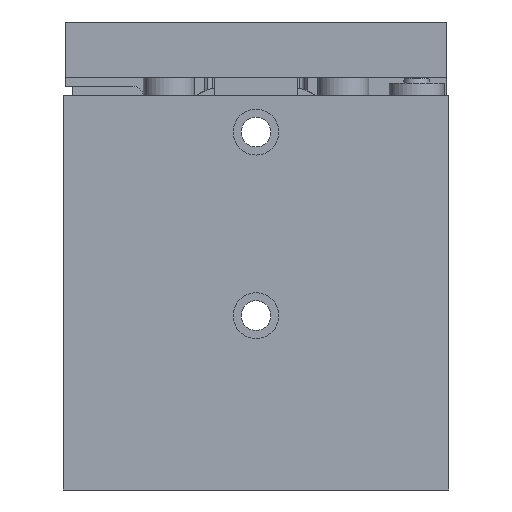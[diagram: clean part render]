
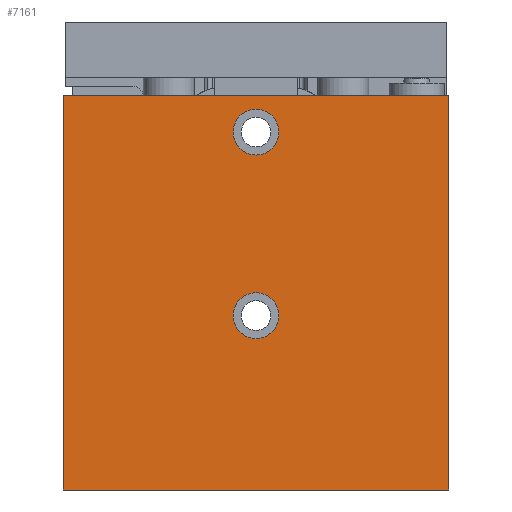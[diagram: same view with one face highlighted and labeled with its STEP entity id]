
A CAD part, front view. The second image highlights one B-rep face of the part: STEP entity #7161.
In plain terms, the highlighted planar face has unit normal (0, -1, 0).
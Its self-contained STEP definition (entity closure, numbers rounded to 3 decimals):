
#82=LINE('',#10487,#521);
#116=LINE('',#10563,#555);
#138=LINE('',#10655,#577);
#139=LINE('',#10661,#578);
#521=VECTOR('',#8414,1000.);
#555=VECTOR('',#8466,1000.);
#577=VECTOR('',#8536,1000.);
#578=VECTOR('',#8543,1000.);
#957=PLANE('',#7603);
#1240=ORIENTED_EDGE('',*,*,#2955,.F.);
#1241=ORIENTED_EDGE('',*,*,#2956,.F.);
#1242=ORIENTED_EDGE('',*,*,#2874,.F.);
#1243=ORIENTED_EDGE('',*,*,#2954,.F.);
#1244=ORIENTED_EDGE('',*,*,#2912,.T.);
#1245=ORIENTED_EDGE('',*,*,#2957,.T.);
#2874=EDGE_CURVE('',#3738,#3739,#82,.T.);
#2912=EDGE_CURVE('',#3772,#3771,#116,.T.);
#2954=EDGE_CURVE('',#3772,#3738,#138,.T.);
#2955=EDGE_CURVE('',#3808,#3808,#4371,.T.);
#2956=EDGE_CURVE('',#3809,#3809,#4372,.T.);
#2957=EDGE_CURVE('',#3771,#3739,#139,.T.);
#3738=VERTEX_POINT('',#10486);
#3739=VERTEX_POINT('',#10488);
#3771=VERTEX_POINT('',#10562);
#3772=VERTEX_POINT('',#10564);
#3808=VERTEX_POINT('',#10658);
#3809=VERTEX_POINT('',#10660);
#4371=CIRCLE('',#7604,2.5);
#4372=CIRCLE('',#7605,2.5);
#4766=EDGE_LOOP('',(#1240));
#4767=EDGE_LOOP('',(#1241));
#4768=EDGE_LOOP('',(#1242,#1243,#1244,#1245));
#5323=FACE_BOUND('',#4766,.T.);
#5324=FACE_BOUND('',#4767,.T.);
#5325=FACE_BOUND('',#4768,.T.);
#7161=ADVANCED_FACE('',(#5323,#5324,#5325),#957,.T.);
#7603=AXIS2_PLACEMENT_3D('',#10656,#8537,#8538);
#7604=AXIS2_PLACEMENT_3D('',#10657,#8539,#8540);
#7605=AXIS2_PLACEMENT_3D('',#10659,#8541,#8542);
#8414=DIRECTION('',(1.,0.,0.));
#8466=DIRECTION('',(1.,0.,0.));
#8536=DIRECTION('',(0.,0.,1.));
#8537=DIRECTION('',(0.,-1.,0.));
#8538=DIRECTION('',(0.,0.,-1.));
#8539=DIRECTION('',(0.,-1.,0.));
#8540=DIRECTION('',(0.,0.,-1.));
#8541=DIRECTION('',(0.,-1.,0.));
#8542=DIRECTION('',(0.,0.,-1.));
#8543=DIRECTION('',(0.,0.,1.));
#10486=CARTESIAN_POINT('',(-21.,0.,0.));
#10487=CARTESIAN_POINT('',(-21.,0.,0.));
#10488=CARTESIAN_POINT('',(21.,0.,0.));
#10562=CARTESIAN_POINT('',(21.,0.,-43.));
#10563=CARTESIAN_POINT('',(-21.,0.,-43.));
#10564=CARTESIAN_POINT('',(-21.,0.,-43.));
#10655=CARTESIAN_POINT('',(-21.,0.,-43.));
#10656=CARTESIAN_POINT('',(-21.,0.,-43.));
#10657=CARTESIAN_POINT('',(0.,0.,-24.));
#10658=CARTESIAN_POINT('',(0.,0.,-26.5));
#10659=CARTESIAN_POINT('',(0.,0.,-4.));
#10660=CARTESIAN_POINT('',(0.,0.,-6.5));
#10661=CARTESIAN_POINT('',(21.,0.,-43.));
